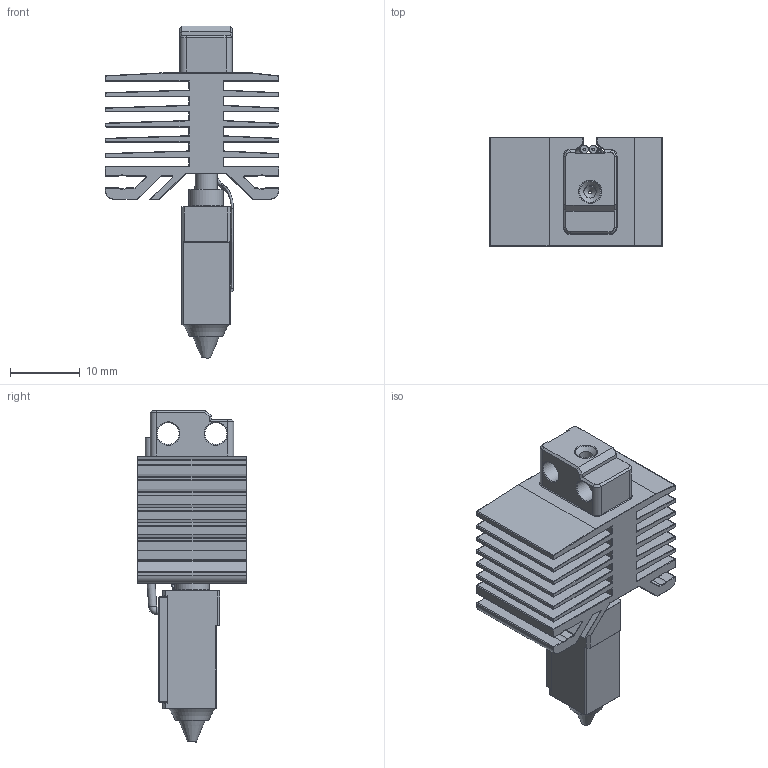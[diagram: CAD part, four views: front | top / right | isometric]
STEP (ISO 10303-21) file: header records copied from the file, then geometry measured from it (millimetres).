
FILE_DESCRIPTION(/* description */ (''),/* implementation_level */ '2;1');
FILE_NAME(/* name */ 'model.step',/* time_stamp */ '2023-07-20T17:07:46-06:00',/* author */ (''),/* organization */ (''),/* preprocessor_version */ 'ST-DEVELOPER v19.2',/* originating_system */ 'Autodesk Translation Framework v12.6.0.85',/* authorisation */ '');
FILE_SCHEMA (('AUTOMOTIVE_DESIGN { 1 0 10303 214 3 1 1 }'));
Length unit declared in the file: millimetre
Products named in the file (6): BambuLab X1C; Bambulabs X1C Hotend; 4_termistore; 3_riscaldatore; 2_nozzle; 1_dissipatore
Assembly tree (5 placements, depth 3):
  BambuLab X1C
    Bambulabs X1C Hotend
      4_termistore
      3_riscaldatore
      2_nozzle
      1_dissipatore
Bounding box: 24.81 x 15.6 x 47.59 mm (x, y, z)
Volume: 4851 mm3; surface area: 8384.2 mm2
Topology: 11 solids, 12 shells, 668 faces, 1530 edges, 879 vertices
Faces by surface type: plane 389, cone 115, cylinder 107, bspline 30, torus 23, sphere 4
Full cylindrical faces by diameter (mm): 0.3 x4, 0.35 x6, 0.36 x6, 0.37 x2, 0.4 x1, 1.15 x6, 1.4 x1, 1.8 x1, 3.15 x2, 3.16 x1, 3.17 x1, 4.99 x1
Entity records: 29244 total; most frequent: CARTESIAN_POINT 14072, DIRECTION 3192, ORIENTED_EDGE 3036, EDGE_CURVE 1518, AXIS2_PLACEMENT_3D 1068, LINE 1056, VECTOR 1056, VERTEX_POINT 879
